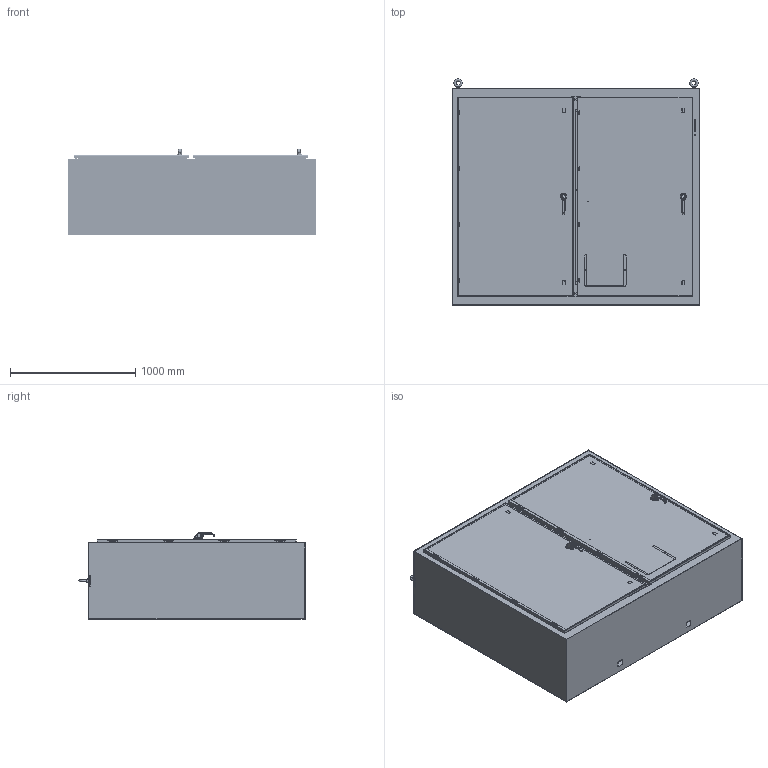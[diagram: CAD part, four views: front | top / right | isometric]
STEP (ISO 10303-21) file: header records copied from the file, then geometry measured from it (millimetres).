
FILE_DESCRIPTION (( 'STEP AP214' ), '1' );
FILE_NAME ('SCE-N68XM7824.STEP', '2024-05-08T17:37:12', ( '' ), ( '' ), 'SwSTEP 2.0', 'SolidWorks 2023', '' );
FILE_SCHEMA (( 'AUTOMOTIVE_DESIGN' ));
Length unit declared in the file: inch
Products named in the file (1): SCE-N68XM7824
Bounding box: 1974.85 x 1801.91 x 686.97 mm (x, y, z)
Volume: 35388567.5 mm3; surface area: 26553912.1 mm2
Topology: 47 solids, 55 shells, 7299 faces, 18723 edges, 11597 vertices
Faces by surface type: plane 3034, cylinder 2453, bspline 834, torus 548, cone 220, sphere 210
Full cylindrical faces by diameter (mm): 1.016 x8, 3.978 x8, 4.318 x40, 4.978 x32, 5.016 x4, 5.207 x16, 5.232 x16, 5.537 x8, 6.096 x16, 6.198 x16, 6.35 x16, 7.137 x2, 9.525 x16, 10.323 x16, 11.25 x2, 15.24 x2, 29.8 x2
Entity records: 337758 total; most frequent: CARTESIAN_POINT 170186, ORIENTED_EDGE 36076, DIRECTION 32414, EDGE_CURVE 18038, AXIS2_PLACEMENT_3D 11744, VERTEX_POINT 11386, LINE 8926, VECTOR 8926
